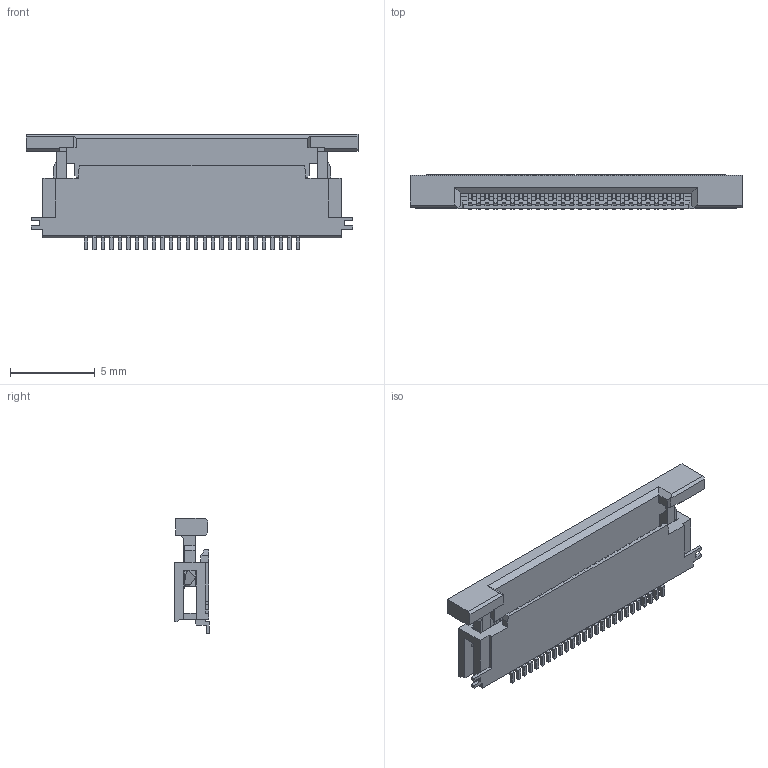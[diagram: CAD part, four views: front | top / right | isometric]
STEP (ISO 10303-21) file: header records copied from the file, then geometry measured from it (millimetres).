
FILE_DESCRIPTION(('STEP AP214'),'1');
FILE_NAME('52437-2672.stp','2020-06-09T15:33:57',('TraceParts'),('TraceParts S.A.'),'Spatial InterOp 3D',' ',' ');
FILE_SCHEMA(('AUTOMOTIVE_DESIGN { 1 0 10303 214 1 1 1 1 }'));
Length unit declared in the file: millimetre
Products named in the file (1): 52437-2672_1
Bounding box: 19.6 x 2.04 x 6.8 mm (x, y, z)
Volume: 112.2 mm3; surface area: 778.8 mm2
Topology: 2 solids, 2 shells, 1022 faces, 3313 edges, 2308 vertices
Faces by surface type: plane 888, cylinder 134
Entity records: 35819 total; most frequent: CARTESIAN_POINT 6416, ORIENTED_EDGE 6388, DIRECTION 5627, EDGE_CURVE 3194, LINE 3045, VECTOR 3045, VERTEX_POINT 2070, AXIS2_PLACEMENT_3D 1291
